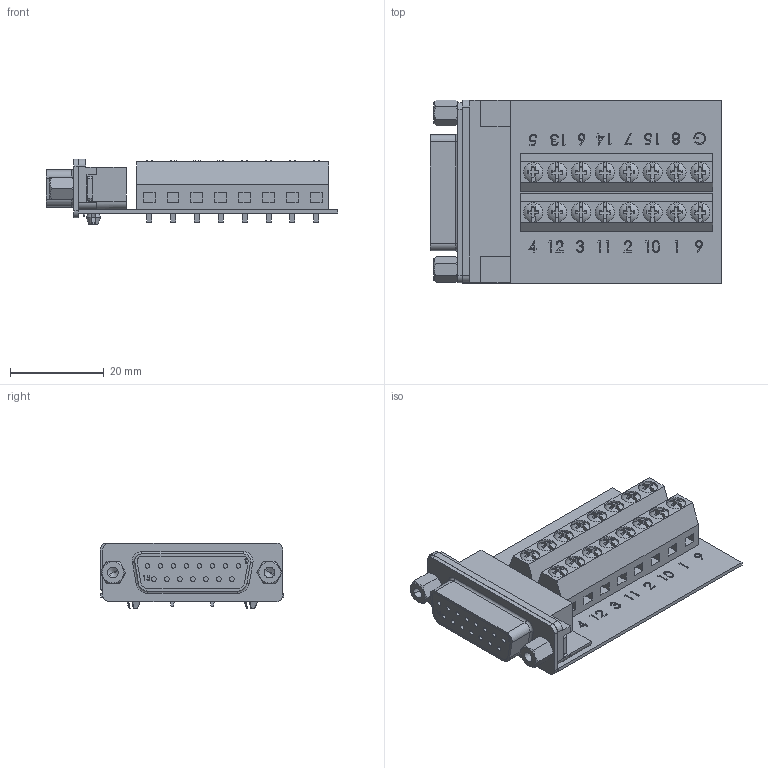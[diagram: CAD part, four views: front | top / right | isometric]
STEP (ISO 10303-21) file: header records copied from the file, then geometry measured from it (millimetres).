
FILE_DESCRIPTION (( 'STEP AP214' ), '1' );
FILE_NAME ('DGB15FT.STEP', '2009-01-08T15:11:01', ( ' ' ), ( ' ' ), 'SwSTEP 2.0', 'SolidWorks 2008', '' );
FILE_SCHEMA (( 'AUTOMOTIVE_DESIGN' ));
Length unit declared in the file: inch
Products named in the file (9): 3AB16-001; 3AA02-010; 3AA01-017_3AA01-008-125; SD15S_Supplier Connector; DGB15FT; 3AA05-004_.200 HEX HEIGHT; DGB15FT-MA2; DGB15FT-MA1
Assembly tree (18 placements, depth 3):
  DGB15FT
    3AA05-004_.200 HEX HEIGHT  x2
    DGB15FT-MA1
    3AA02-010  x2
    3AB16-001  x2
      3AA01-017_3AA01-008-125
      3AB16-001
    SD15S_Supplier Connector
    DGB15FT-MA2
Bounding box: 62.13 x 39.15 x 14.05 mm (x, y, z)
Volume: 11978.7 mm3; surface area: 13974 mm2
Topology: 25 solids, 25 shells, 1520 faces, 3651 edges, 2311 vertices
Faces by surface type: plane 912, cylinder 280, cone 142, bspline 117, sphere 40, torus 29
Entity records: 38410 total; most frequent: CARTESIAN_POINT 12002, ORIENTED_EDGE 4128, DIRECTION 3786, EDGE_CURVE 2064, VERTEX_POINT 1346, AXIS2_PLACEMENT_3D 1278, LINE 1230, VECTOR 1230
